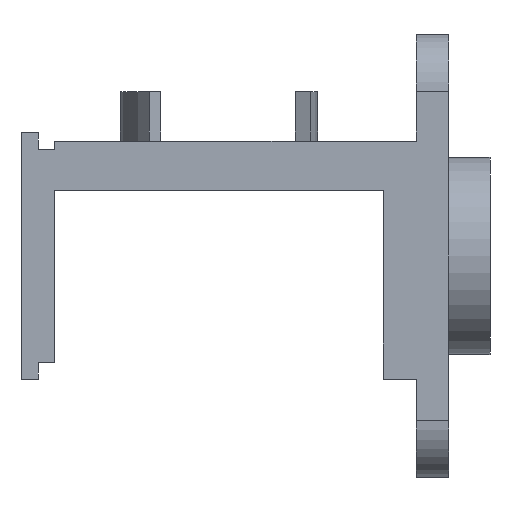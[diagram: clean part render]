
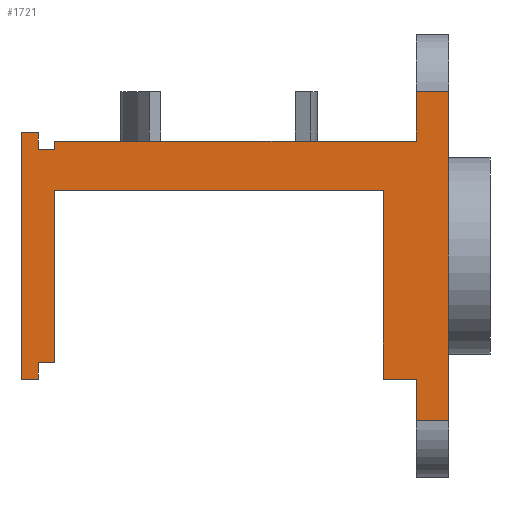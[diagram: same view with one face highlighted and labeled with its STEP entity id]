
A CAD part, left-side view. The second image highlights one B-rep face of the part: STEP entity #1721.
In plain terms, the highlighted planar face has unit normal (-1, 0, 0).
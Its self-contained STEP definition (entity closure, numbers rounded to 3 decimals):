
#20 = DIRECTION ( 'NONE',  ( 0., 1., 0. ) ) ;
#29 = EDGE_CURVE ( 'NONE', #865, #1584, #1432, .T. ) ;
#34 = CARTESIAN_POINT ( 'NONE',  ( -32.5, -12., -7.5 ) ) ;
#38 = VECTOR ( 'NONE', #1377, 1000. ) ;
#62 = CARTESIAN_POINT ( 'NONE',  ( -32.5, -14., -10. ) ) ;
#72 = VERTEX_POINT ( 'NONE', #1364 ) ;
#127 = CARTESIAN_POINT ( 'NONE',  ( -32.5, 11., 7.5 ) ) ;
#128 = ORIENTED_EDGE ( 'NONE', *, *, #1478, .T. ) ;
#129 = VERTEX_POINT ( 'NONE', #1053 ) ;
#137 = LINE ( 'NONE', #424, #1098 ) ;
#146 = CARTESIAN_POINT ( 'NONE',  ( -32.5, 11., -7.5 ) ) ;
#178 = DIRECTION ( 'NONE',  ( 0., 1., 0. ) ) ;
#183 = VERTEX_POINT ( 'NONE', #438 ) ;
#206 = LINE ( 'NONE', #1541, #2154 ) ;
#237 = ORIENTED_EDGE ( 'NONE', *, *, #1333, .T. ) ;
#276 = VERTEX_POINT ( 'NONE', #378 ) ;
#277 = DIRECTION ( 'NONE',  ( 0., 0., -1. ) ) ;
#284 = VERTEX_POINT ( 'NONE', #289 ) ;
#289 = CARTESIAN_POINT ( 'NONE',  ( -32.5, 12., 7.5 ) ) ;
#304 = CARTESIAN_POINT ( 'NONE',  ( -32.5, 11., 0. ) ) ;
#366 = DIRECTION ( 'NONE',  ( 0., 0., 1. ) ) ;
#371 = VECTOR ( 'NONE', #1932, 1000. ) ;
#372 = LINE ( 'NONE', #2338, #1957 ) ;
#374 = VECTOR ( 'NONE', #1440, 1000. ) ;
#378 = CARTESIAN_POINT ( 'NONE',  ( -32.5, -10., -7.5 ) ) ;
#385 = EDGE_CURVE ( 'NONE', #1813, #276, #206, .T. ) ;
#386 = CARTESIAN_POINT ( 'NONE',  ( -32.5, 0., 6.5 ) ) ;
#403 = DIRECTION ( 'NONE',  ( 1., 0., 0. ) ) ;
#408 = EDGE_CURVE ( 'NONE', #860, #183, #1168, .T. ) ;
#413 = VERTEX_POINT ( 'NONE', #1501 ) ;
#414 = CARTESIAN_POINT ( 'NONE',  ( -32.5, -14., -10. ) ) ;
#422 = VERTEX_POINT ( 'NONE', #867 ) ;
#424 = CARTESIAN_POINT ( 'NONE',  ( -32.5, -10., 0. ) ) ;
#429 = EDGE_CURVE ( 'NONE', #2244, #1868, #2295, .T. ) ;
#438 = CARTESIAN_POINT ( 'NONE',  ( -32.5, -12., -10. ) ) ;
#519 = ORIENTED_EDGE ( 'NONE', *, *, #1428, .F. ) ;
#527 = ORIENTED_EDGE ( 'NONE', *, *, #1132, .F. ) ;
#532 = VERTEX_POINT ( 'NONE', #1958 ) ;
#534 = CARTESIAN_POINT ( 'NONE',  ( -32.5, 10., -6.5 ) ) ;
#600 = ORIENTED_EDGE ( 'NONE', *, *, #429, .T. ) ;
#668 = CARTESIAN_POINT ( 'NONE',  ( -32.5, 0., 4. ) ) ;
#701 = CARTESIAN_POINT ( 'NONE',  ( -32.5, -12., -10. ) ) ;
#749 = DIRECTION ( 'NONE',  ( 0., 0., 1. ) ) ;
#752 = DIRECTION ( 'NONE',  ( 0., 0., 1. ) ) ;
#770 = EDGE_CURVE ( 'NONE', #1813, #183, #2360, .T. ) ;
#771 = DIRECTION ( 'NONE',  ( 0., 1., 0. ) ) ;
#804 = DIRECTION ( 'NONE',  ( 0., 0., -1. ) ) ;
#807 = VECTOR ( 'NONE', #1350, 1000. ) ;
#810 = DIRECTION ( 'NONE',  ( 0., 0., -1. ) ) ;
#823 = DIRECTION ( 'NONE',  ( 0., 0., -1. ) ) ;
#824 = DIRECTION ( 'NONE',  ( 0., 0., -1. ) ) ;
#834 = CARTESIAN_POINT ( 'NONE',  ( -32.5, 0., 7. ) ) ;
#840 = CARTESIAN_POINT ( 'NONE',  ( -32.5, -14., -10. ) ) ;
#860 = VERTEX_POINT ( 'NONE', #414 ) ;
#865 = VERTEX_POINT ( 'NONE', #146 ) ;
#867 = CARTESIAN_POINT ( 'NONE',  ( -32.5, 10., 6.5 ) ) ;
#874 = LINE ( 'NONE', #304, #1821 ) ;
#877 = LINE ( 'NONE', #951, #374 ) ;
#935 = VECTOR ( 'NONE', #1494, 1000. ) ;
#941 = EDGE_CURVE ( 'NONE', #422, #413, #1692, .T. ) ;
#951 = CARTESIAN_POINT ( 'NONE',  ( -32.5, -14., 10. ) ) ;
#1035 = VECTOR ( 'NONE', #823, 1000. ) ;
#1053 = CARTESIAN_POINT ( 'NONE',  ( -32.5, -14., 10. ) ) ;
#1062 = CARTESIAN_POINT ( 'NONE',  ( -32.5, 10., 0. ) ) ;
#1098 = VECTOR ( 'NONE', #804, 1000. ) ;
#1111 = CARTESIAN_POINT ( 'NONE',  ( -32.5, -10., 4. ) ) ;
#1123 = VECTOR ( 'NONE', #1990, 1000. ) ;
#1132 = EDGE_CURVE ( 'NONE', #129, #860, #1279, .T. ) ;
#1142 = ORIENTED_EDGE ( 'NONE', *, *, #941, .T. ) ;
#1159 = DIRECTION ( 'NONE',  ( 0., 0., 1. ) ) ;
#1168 = LINE ( 'NONE', #62, #935 ) ;
#1179 = ORIENTED_EDGE ( 'NONE', *, *, #2268, .F. ) ;
#1180 = LINE ( 'NONE', #1062, #1123 ) ;
#1228 = CARTESIAN_POINT ( 'NONE',  ( -32.5, -12., -10. ) ) ;
#1279 = LINE ( 'NONE', #840, #1329 ) ;
#1295 = VECTOR ( 'NONE', #20, 1000. ) ;
#1303 = CARTESIAN_POINT ( 'NONE',  ( -32.5, 0., 0. ) ) ;
#1307 = VECTOR ( 'NONE', #749, 1000. ) ;
#1329 = VECTOR ( 'NONE', #277, 1000. ) ;
#1333 = EDGE_CURVE ( 'NONE', #1593, #2320, #2287, .T. ) ;
#1348 = EDGE_CURVE ( 'NONE', #865, #1593, #874, .T. ) ;
#1350 = DIRECTION ( 'NONE',  ( 0., 1., 0. ) ) ;
#1357 = VECTOR ( 'NONE', #810, 1000. ) ;
#1364 = CARTESIAN_POINT ( 'NONE',  ( -32.5, -12., 10. ) ) ;
#1377 = DIRECTION ( 'NONE',  ( 0., -1., 0. ) ) ;
#1387 = CARTESIAN_POINT ( 'NONE',  ( -32.5, 0., -6.5 ) ) ;
#1423 = ORIENTED_EDGE ( 'NONE', *, *, #1926, .T. ) ;
#1426 = VECTOR ( 'NONE', #771, 1000. ) ;
#1428 = EDGE_CURVE ( 'NONE', #1584, #284, #372, .T. ) ;
#1432 = LINE ( 'NONE', #1842, #1426 ) ;
#1440 = DIRECTION ( 'NONE',  ( 0., 1., 0. ) ) ;
#1478 = EDGE_CURVE ( 'NONE', #72, #2244, #1876, .T. ) ;
#1494 = DIRECTION ( 'NONE',  ( 0., 1., 0. ) ) ;
#1501 = CARTESIAN_POINT ( 'NONE',  ( -32.5, 11., 6.5 ) ) ;
#1503 = CARTESIAN_POINT ( 'NONE',  ( -32.5, 11., -6.5 ) ) ;
#1519 = ORIENTED_EDGE ( 'NONE', *, *, #1822, .T. ) ;
#1521 = CARTESIAN_POINT ( 'NONE',  ( -32.5, 12., 7.5 ) ) ;
#1541 = CARTESIAN_POINT ( 'NONE',  ( -32.5, 12., -7.5 ) ) ;
#1565 = ORIENTED_EDGE ( 'NONE', *, *, #1834, .T. ) ;
#1584 = VERTEX_POINT ( 'NONE', #1852 ) ;
#1593 = VERTEX_POINT ( 'NONE', #1503 ) ;
#1602 = EDGE_CURVE ( 'NONE', #413, #1978, #1643, .T. ) ;
#1643 = LINE ( 'NONE', #2207, #1667 ) ;
#1667 = VECTOR ( 'NONE', #1159, 1000. ) ;
#1692 = LINE ( 'NONE', #386, #1295 ) ;
#1721 = ADVANCED_FACE ( 'NONE', ( #1991 ), #2144, .F. ) ;
#1730 = ORIENTED_EDGE ( 'NONE', *, *, #770, .T. ) ;
#1755 = DIRECTION ( 'NONE',  ( 0., -1., 0. ) ) ;
#1773 = LINE ( 'NONE', #1521, #371 ) ;
#1775 = LINE ( 'NONE', #668, #2223 ) ;
#1787 = ORIENTED_EDGE ( 'NONE', *, *, #1602, .T. ) ;
#1796 = ORIENTED_EDGE ( 'NONE', *, *, #2266, .T. ) ;
#1813 = VERTEX_POINT ( 'NONE', #34 ) ;
#1821 = VECTOR ( 'NONE', #752, 1000. ) ;
#1822 = EDGE_CURVE ( 'NONE', #532, #2089, #1775, .T. ) ;
#1834 = EDGE_CURVE ( 'NONE', #129, #72, #877, .T. ) ;
#1835 = ORIENTED_EDGE ( 'NONE', *, *, #2149, .T. ) ;
#1836 = EDGE_LOOP ( 'NONE', ( #1519, #1423, #1941, #1730, #1973, #527, #1565, #128, #600, #1835, #1142, #1787, #1179, #519, #2011, #2026, #237, #1796 ) ) ;
#1842 = CARTESIAN_POINT ( 'NONE',  ( -32.5, 12., -7.5 ) ) ;
#1852 = CARTESIAN_POINT ( 'NONE',  ( -32.5, 12., -7.5 ) ) ;
#1868 = VERTEX_POINT ( 'NONE', #2133 ) ;
#1876 = LINE ( 'NONE', #1228, #1357 ) ;
#1926 = EDGE_CURVE ( 'NONE', #2089, #276, #137, .T. ) ;
#1932 = DIRECTION ( 'NONE',  ( 0., -1., 0. ) ) ;
#1941 = ORIENTED_EDGE ( 'NONE', *, *, #385, .F. ) ;
#1957 = VECTOR ( 'NONE', #366, 1000. ) ;
#1958 = CARTESIAN_POINT ( 'NONE',  ( -32.5, 10., 4. ) ) ;
#1973 = ORIENTED_EDGE ( 'NONE', *, *, #408, .F. ) ;
#1978 = VERTEX_POINT ( 'NONE', #127 ) ;
#1990 = DIRECTION ( 'NONE',  ( 0., 0., -1. ) ) ;
#1991 = FACE_OUTER_BOUND ( 'NONE', #1836, .T. ) ;
#2011 = ORIENTED_EDGE ( 'NONE', *, *, #29, .F. ) ;
#2026 = ORIENTED_EDGE ( 'NONE', *, *, #1348, .T. ) ;
#2063 = CARTESIAN_POINT ( 'NONE',  ( -32.5, 10., 0. ) ) ;
#2089 = VERTEX_POINT ( 'NONE', #1111 ) ;
#2133 = CARTESIAN_POINT ( 'NONE',  ( -32.5, 10., 7. ) ) ;
#2142 = CARTESIAN_POINT ( 'NONE',  ( -32.5, -12., 7. ) ) ;
#2144 = PLANE ( 'NONE',  #2198 ) ;
#2149 = EDGE_CURVE ( 'NONE', #1868, #422, #1180, .T. ) ;
#2154 = VECTOR ( 'NONE', #178, 1000. ) ;
#2198 = AXIS2_PLACEMENT_3D ( 'NONE', #1303, #403, #824 ) ;
#2207 = CARTESIAN_POINT ( 'NONE',  ( -32.5, 11., 0. ) ) ;
#2223 = VECTOR ( 'NONE', #1755, 1000. ) ;
#2244 = VERTEX_POINT ( 'NONE', #2142 ) ;
#2266 = EDGE_CURVE ( 'NONE', #2320, #532, #2336, .T. ) ;
#2268 = EDGE_CURVE ( 'NONE', #284, #1978, #1773, .T. ) ;
#2287 = LINE ( 'NONE', #1387, #38 ) ;
#2295 = LINE ( 'NONE', #834, #807 ) ;
#2320 = VERTEX_POINT ( 'NONE', #534 ) ;
#2336 = LINE ( 'NONE', #2063, #1307 ) ;
#2338 = CARTESIAN_POINT ( 'NONE',  ( -32.5, 12., 7.5 ) ) ;
#2360 = LINE ( 'NONE', #701, #1035 ) ;
